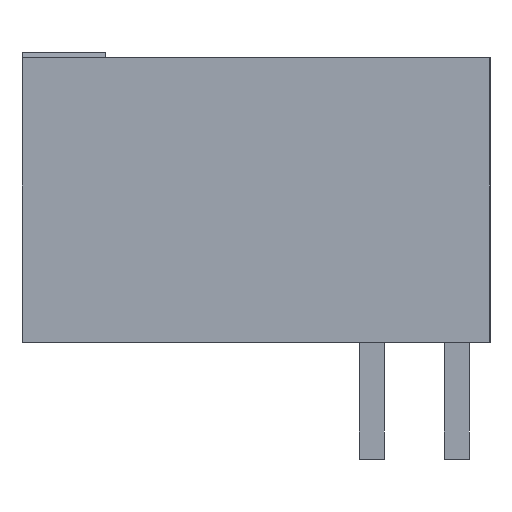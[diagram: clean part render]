
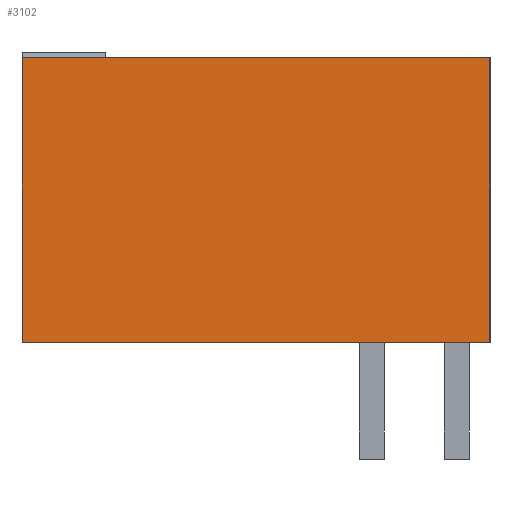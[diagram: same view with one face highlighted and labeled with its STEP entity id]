
A CAD part, left-side view. The second image highlights one B-rep face of the part: STEP entity #3102.
In plain terms, the highlighted planar face has unit normal (-1, 0, 0).
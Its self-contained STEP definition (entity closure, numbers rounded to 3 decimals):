
#201=FACE_OUTER_BOUND('',#386,.T.);
#386=EDGE_LOOP('',(#2749,#2750,#2751,#2752));
#791=LINE('',#4879,#1211);
#805=LINE('',#4907,#1225);
#807=LINE('',#4911,#1227);
#808=LINE('',#4912,#1228);
#1211=VECTOR('',#4009,8.5);
#1225=VECTOR('',#4037,14.);
#1227=VECTOR('',#4041,8.5);
#1228=VECTOR('',#4042,14.);
#1500=VERTEX_POINT('',#4876);
#1501=VERTEX_POINT('',#4878);
#1508=VERTEX_POINT('',#4906);
#1509=VERTEX_POINT('',#4910);
#1913=EDGE_CURVE('',#1501,#1500,#791,.T.);
#1927=EDGE_CURVE('',#1500,#1508,#805,.T.);
#1929=EDGE_CURVE('',#1508,#1509,#807,.T.);
#1930=EDGE_CURVE('',#1501,#1509,#808,.T.);
#2749=ORIENTED_EDGE('',*,*,#1913,.T.);
#2750=ORIENTED_EDGE('',*,*,#1927,.T.);
#2751=ORIENTED_EDGE('',*,*,#1929,.T.);
#2752=ORIENTED_EDGE('',*,*,#1930,.F.);
#2937=PLANE('',#3289);
#3102=ADVANCED_FACE('',(#201),#2937,.T.);
#3289=AXIS2_PLACEMENT_3D('',#4909,#4039,#4040);
#4009=DIRECTION('',(0.,0.,-1.));
#4037=DIRECTION('',(0.,-1.,0.));
#4039=DIRECTION('center_axis',(-1.,0.,0.));
#4040=DIRECTION('ref_axis',(0.,-1.,0.));
#4041=DIRECTION('',(0.,0.,1.));
#4042=DIRECTION('',(0.,-1.,0.));
#4876=CARTESIAN_POINT('',(-4.75,13.,0.));
#4878=CARTESIAN_POINT('',(-4.75,13.,8.5));
#4879=CARTESIAN_POINT('',(-4.75,13.,8.5));
#4906=CARTESIAN_POINT('',(-4.75,-1.,0.));
#4907=CARTESIAN_POINT('',(-4.75,13.,0.));
#4909=CARTESIAN_POINT('Origin',(-4.75,-1.28,-0.17));
#4910=CARTESIAN_POINT('',(-4.75,-1.,8.5));
#4911=CARTESIAN_POINT('',(-4.75,-1.,0.));
#4912=CARTESIAN_POINT('',(-4.75,13.,8.5));
